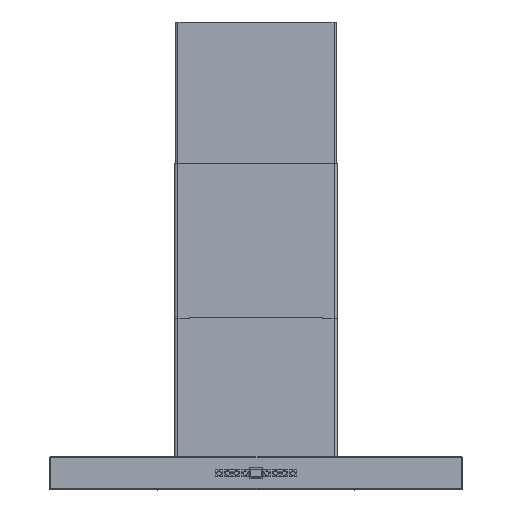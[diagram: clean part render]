
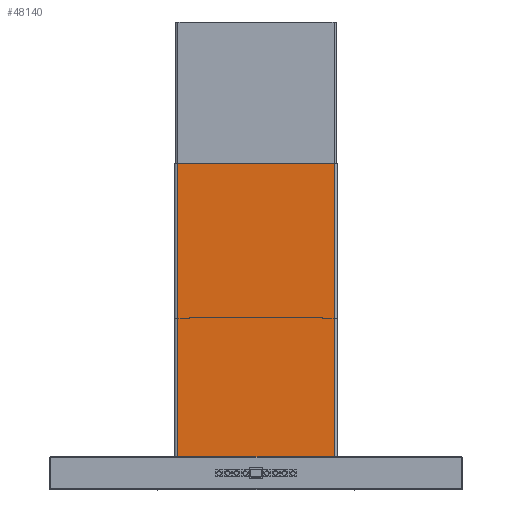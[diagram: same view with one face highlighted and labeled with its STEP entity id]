
A CAD part, top view. The second image highlights one B-rep face of the part: STEP entity #48140.
In plain terms, the highlighted planar face has unit normal (0, 0, 1).
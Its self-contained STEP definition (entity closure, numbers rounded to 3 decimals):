
#44959=DIRECTION('',(1.,0.,0.));
#44960=VECTOR('',#44959,290.);
#44961=CARTESIAN_POINT('',(-145.,-272.5,0.));
#44962=LINE('',#44961,#44960);
#44971=DIRECTION('',(0.,1.,0.));
#44972=VECTOR('',#44971,545.);
#44973=CARTESIAN_POINT('',(-145.,-272.5,0.));
#44974=LINE('',#44973,#44972);
#44975=DIRECTION('',(1.,0.,0.));
#44976=VECTOR('',#44975,290.);
#44977=CARTESIAN_POINT('',(-145.,272.5,0.));
#44978=LINE('',#44977,#44976);
#45009=DIRECTION('',(0.,1.,0.));
#45010=VECTOR('',#45009,545.);
#45011=CARTESIAN_POINT('',(145.,-272.5,0.));
#45012=LINE('',#45011,#45010);
#45983=CARTESIAN_POINT('',(-145.,-272.5,0.));
#45984=VERTEX_POINT('',#45983);
#45985=CARTESIAN_POINT('',(-145.,272.5,0.));
#45986=VERTEX_POINT('',#45985);
#45987=CARTESIAN_POINT('',(145.,-272.5,0.));
#45988=VERTEX_POINT('',#45987);
#45989=CARTESIAN_POINT('',(145.,272.5,0.));
#45990=VERTEX_POINT('',#45989);
#48127=CARTESIAN_POINT('',(-145.,-272.5,0.));
#48128=DIRECTION('',(0.,0.,1.));
#48129=DIRECTION('',(1.,0.,0.));
#48130=AXIS2_PLACEMENT_3D('',#48127,#48128,#48129);
#48131=PLANE('',#48130);
#48132=ORIENTED_EDGE('',*,*,#48117,.F.);
#48133=ORIENTED_EDGE('',*,*,#48093,.T.);
#48135=ORIENTED_EDGE('',*,*,#48134,.T.);
#48137=ORIENTED_EDGE('',*,*,#48136,.F.);
#48138=EDGE_LOOP('',(#48132,#48133,#48135,#48137));
#48139=FACE_OUTER_BOUND('',#48138,.F.);
#48140=ADVANCED_FACE('',(#48139),#48131,.T.);
#48093=EDGE_CURVE('',#45984,#45986,#44974,.T.);
#48117=EDGE_CURVE('',#45984,#45988,#44962,.T.);
#48134=EDGE_CURVE('',#45986,#45990,#44978,.T.);
#48136=EDGE_CURVE('',#45988,#45990,#45012,.T.);
